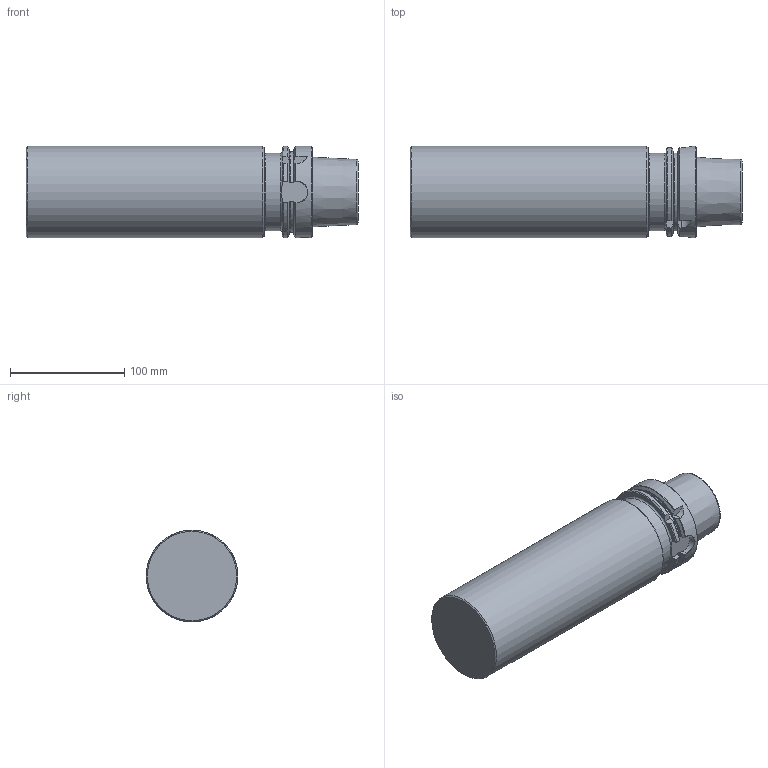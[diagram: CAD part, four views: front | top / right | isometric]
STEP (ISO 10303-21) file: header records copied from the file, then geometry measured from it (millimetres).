
FILE_DESCRIPTION(/* description */ (''),/* implementation_level */ '2;1');
FILE_NAME(/* name */ 'AHSKA80-BL41-080-250.stp',/* time_stamp */ '2024-12-18T13:07:31+03:00',/* author */ (''),/* organization */ (''),/* preprocessor_version */ 'ST-DEVELOPER v19.4',/* originating_system */ 'SIEMENS PLM Software NX2306.5001',/* authorisation */ '');
FILE_SCHEMA (('AUTOMOTIVE_DESIGN { 1 0 10303 214 3 1 1 1 }'));
Length unit declared in the file: millimetre
Products named in the file (1): AHSKA80-BL41-080-250-LIGHT_objects
Bounding box: 290 x 80 x 80 mm (x, y, z)
Volume: 1332439.1 mm3; surface area: 82888.3 mm2
Topology: 1 solids, 1 shells, 84 faces, 227 edges, 147 vertices
Faces by surface type: plane 37, cone 17, torus 14, cylinder 13, bspline 3
Full cylindrical faces by diameter (mm): 10 x1, 67.6 x1, 80 x2
Entity records: 2976 total; most frequent: CARTESIAN_POINT 1049, ORIENTED_EDGE 408, DIRECTION 348, EDGE_CURVE 204, AXIS2_PLACEMENT_3D 143, VERTEX_POINT 141, EDGE_LOOP 102, ADVANCED_FACE 84
